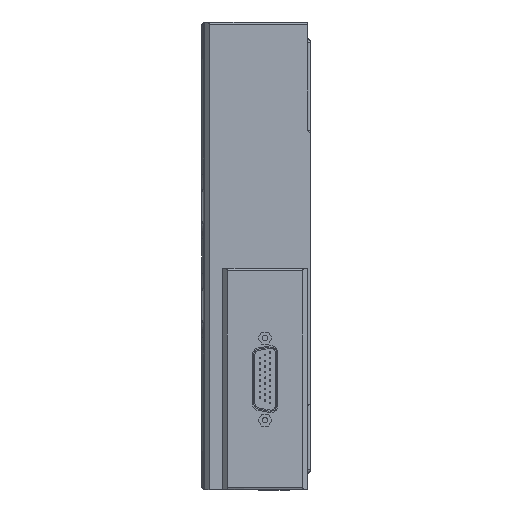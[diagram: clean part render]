
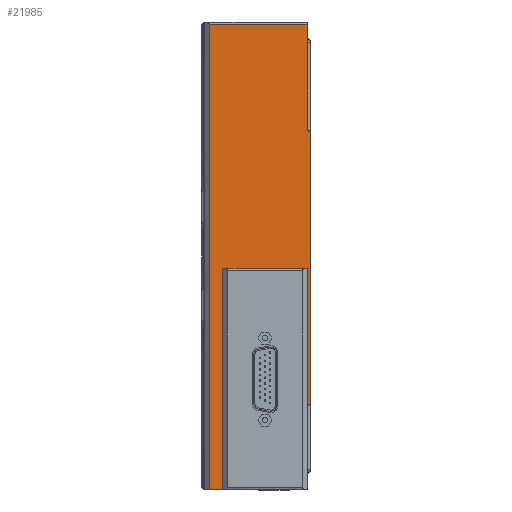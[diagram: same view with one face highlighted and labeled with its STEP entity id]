
A CAD part, left-side view. The second image highlights one B-rep face of the part: STEP entity #21985.
In plain terms, the highlighted planar face has unit normal (-1, 0, 0).
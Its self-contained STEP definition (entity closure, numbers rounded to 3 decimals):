
#122 = VERTEX_POINT ( 'NONE', #2583 ) ;
#265 = VECTOR ( 'NONE', #19510, 1000. ) ;
#402 = EDGE_CURVE ( 'NONE', #11406, #29313, #19694, .T. ) ;
#549 = CARTESIAN_POINT ( 'NONE',  ( -104., 41., -95. ) ) ;
#1339 = CARTESIAN_POINT ( 'NONE',  ( -104., 1., 94. ) ) ;
#2164 = CIRCLE ( 'NONE', #18106, 1.524 ) ;
#2166 = DIRECTION ( 'NONE',  ( 0., 0., 1. ) ) ;
#2220 = LINE ( 'NONE', #11429, #24493 ) ;
#2583 = CARTESIAN_POINT ( 'NONE',  ( -104., 1., -95. ) ) ;
#2793 = ORIENTED_EDGE ( 'NONE', *, *, #23514, .T. ) ;
#3306 = ORIENTED_EDGE ( 'NONE', *, *, #8564, .T. ) ;
#3477 = DIRECTION ( 'NONE',  ( 0., 0., -1. ) ) ;
#4219 = PLANE ( 'NONE',  #6439 ) ;
#4260 = CARTESIAN_POINT ( 'NONE',  ( -104., 0., 50. ) ) ;
#4468 = VERTEX_POINT ( 'NONE', #1339 ) ;
#5389 = EDGE_CURVE ( 'NONE', #4468, #11214, #26789, .T. ) ;
#5987 = EDGE_CURVE ( 'NONE', #29313, #122, #2220, .T. ) ;
#6338 = CARTESIAN_POINT ( 'NONE',  ( -104., 0., 95. ) ) ;
#6403 = LINE ( 'NONE', #13212, #22335 ) ;
#6439 = AXIS2_PLACEMENT_3D ( 'NONE', #6338, #27232, #13447 ) ;
#6809 = CARTESIAN_POINT ( 'NONE',  ( -104., -0.524, -61.431 ) ) ;
#7087 = CARTESIAN_POINT ( 'NONE',  ( -104., -0.524, 51.431 ) ) ;
#8125 = VECTOR ( 'NONE', #13183, 1000. ) ;
#8149 = CARTESIAN_POINT ( 'NONE',  ( -104., 1., 95. ) ) ;
#8306 = DIRECTION ( 'NONE',  ( 0., 1., 0. ) ) ;
#8564 = EDGE_CURVE ( 'NONE', #29940, #13646, #6403, .T. ) ;
#8753 = CARTESIAN_POINT ( 'NONE',  ( -104., 41., 94. ) ) ;
#9394 = CARTESIAN_POINT ( 'NONE',  ( -104., 1., 51.431 ) ) ;
#9967 = ORIENTED_EDGE ( 'NONE', *, *, #22833, .T. ) ;
#10531 = CARTESIAN_POINT ( 'NONE',  ( -104., 0., -60. ) ) ;
#10696 = ORIENTED_EDGE ( 'NONE', *, *, #27625, .F. ) ;
#11214 = VERTEX_POINT ( 'NONE', #9394 ) ;
#11355 = DIRECTION ( 'NONE',  ( 1., 0., 0. ) ) ;
#11406 = VERTEX_POINT ( 'NONE', #8753 ) ;
#11429 = CARTESIAN_POINT ( 'NONE',  ( -104., 0., -95. ) ) ;
#11462 = DIRECTION ( 'NONE',  ( 0., 0., -1. ) ) ;
#11464 = ORIENTED_EDGE ( 'NONE', *, *, #15179, .T. ) ;
#12714 = CARTESIAN_POINT ( 'NONE',  ( -104., 41., 95. ) ) ;
#13183 = DIRECTION ( 'NONE',  ( 0., 0., -1. ) ) ;
#13212 = CARTESIAN_POINT ( 'NONE',  ( -104., 0., 50. ) ) ;
#13447 = DIRECTION ( 'NONE',  ( 0., 0., -1. ) ) ;
#13646 = VERTEX_POINT ( 'NONE', #4260 ) ;
#13787 = DIRECTION ( 'NONE',  ( 0., 0., -1. ) ) ;
#14005 = CARTESIAN_POINT ( 'NONE',  ( -104., 1., -61.431 ) ) ;
#14032 = DIRECTION ( 'NONE',  ( 1., 0., 0. ) ) ;
#15179 = EDGE_CURVE ( 'NONE', #4468, #11406, #19827, .T. ) ;
#15631 = VECTOR ( 'NONE', #8306, 1000. ) ;
#16425 = ORIENTED_EDGE ( 'NONE', *, *, #5389, .F. ) ;
#17407 = EDGE_LOOP ( 'NONE', ( #16425, #11464, #17852, #21411, #10696, #2793, #3306, #9967 ) ) ;
#17682 = AXIS2_PLACEMENT_3D ( 'NONE', #6809, #11355, #13787 ) ;
#17852 = ORIENTED_EDGE ( 'NONE', *, *, #402, .T. ) ;
#17977 = FACE_OUTER_BOUND ( 'NONE', #17407, .T. ) ;
#18106 = AXIS2_PLACEMENT_3D ( 'NONE', #7087, #14032, #11462 ) ;
#19510 = DIRECTION ( 'NONE',  ( 0., 0., -1. ) ) ;
#19694 = LINE ( 'NONE', #12714, #22521 ) ;
#19761 = VERTEX_POINT ( 'NONE', #14005 ) ;
#19827 = LINE ( 'NONE', #29066, #15631 ) ;
#21411 = ORIENTED_EDGE ( 'NONE', *, *, #5987, .T. ) ;
#21550 = CIRCLE ( 'NONE', #17682, 1.524 ) ;
#21985 = ADVANCED_FACE ( 'NONE', ( #17977 ), #4219, .F. ) ;
#22335 = VECTOR ( 'NONE', #2166, 1000. ) ;
#22521 = VECTOR ( 'NONE', #3477, 1000. ) ;
#22833 = EDGE_CURVE ( 'NONE', #13646, #11214, #2164, .T. ) ;
#23514 = EDGE_CURVE ( 'NONE', #19761, #29940, #21550, .T. ) ;
#24493 = VECTOR ( 'NONE', #29923, 1000. ) ;
#26538 = LINE ( 'NONE', #28952, #8125 ) ;
#26789 = LINE ( 'NONE', #8149, #265 ) ;
#27232 = DIRECTION ( 'NONE',  ( 1., 0., 0. ) ) ;
#27625 = EDGE_CURVE ( 'NONE', #19761, #122, #26538, .T. ) ;
#28952 = CARTESIAN_POINT ( 'NONE',  ( -104., 1., 95. ) ) ;
#29066 = CARTESIAN_POINT ( 'NONE',  ( -104., 41., 94. ) ) ;
#29313 = VERTEX_POINT ( 'NONE', #549 ) ;
#29923 = DIRECTION ( 'NONE',  ( 0., -1., 0. ) ) ;
#29940 = VERTEX_POINT ( 'NONE', #10531 ) ;
